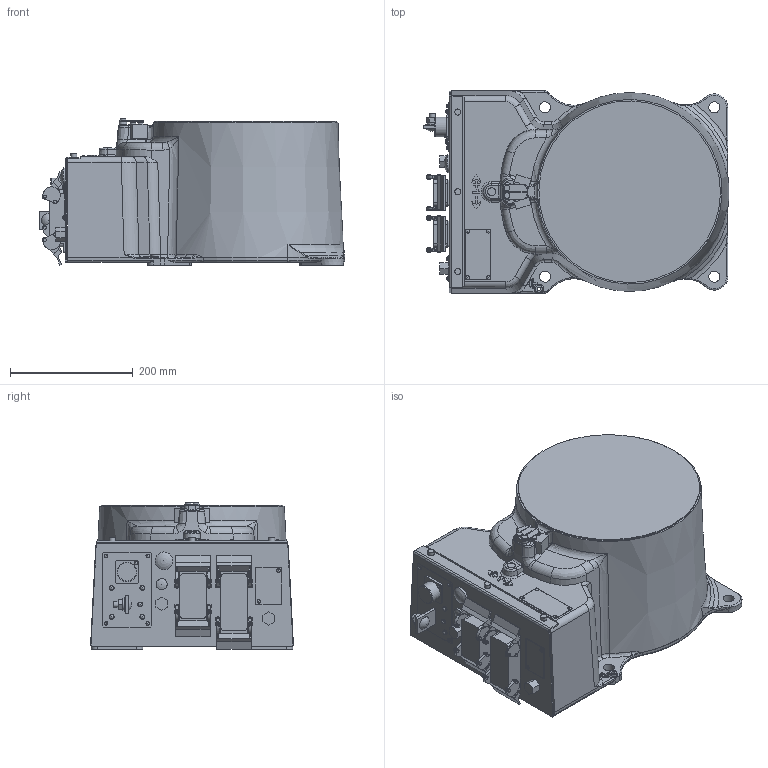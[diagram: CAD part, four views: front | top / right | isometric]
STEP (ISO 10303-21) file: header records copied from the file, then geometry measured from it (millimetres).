
FILE_DESCRIPTION(/* description */ (''),/* implementation_level */ '2;1');
FILE_NAME(/* name */ 'BA006L-AC01_BASE.step',/* time_stamp */ '2024-01-06T13:11:57+03:00',/* author */ (''),/* organization */ (''),/* preprocessor_version */ 'ST-DEVELOPER v20',/* originating_system */ 'Autodesk Translation Framework v12.14.0.127',/* authorisation */ '');
FILE_SCHEMA (('AUTOMOTIVE_DESIGN { 1 0 10303 214 3 1 1 }'));
Length unit declared in the file: millimetre
Products named in the file (1): BA006L-AC01_BASE
Bounding box: 498.63 x 330 x 238.75 mm (x, y, z)
Volume: 23780998.7 mm3; surface area: 817478.8 mm2
Topology: 2 solids, 2 shells, 859 faces, 2127 edges, 1344 vertices
Faces by surface type: plane 440, cylinder 230, bspline 122, torus 28, sphere 21, cone 18
Full cylindrical faces by diameter (mm): 3 x8, 4 x5, 4.917 x1, 5 x24, 5.5 x7, 5.9 x7, 6 x7, 6.4 x4, 7 x5, 8 x5, 9.5 x6, 10 x4, 18 x4, 18.2 x1, 18.4 x1, 22 x1, 29 x1, 30 x1, 32 x1, 296 x1
Entity records: 38996 total; most frequent: CARTESIAN_POINT 18897, ORIENTED_EDGE 4196, DIRECTION 4056, EDGE_CURVE 2098, AXIS2_PLACEMENT_3D 1471, VERTEX_POINT 1344, LINE 1114, VECTOR 1114
